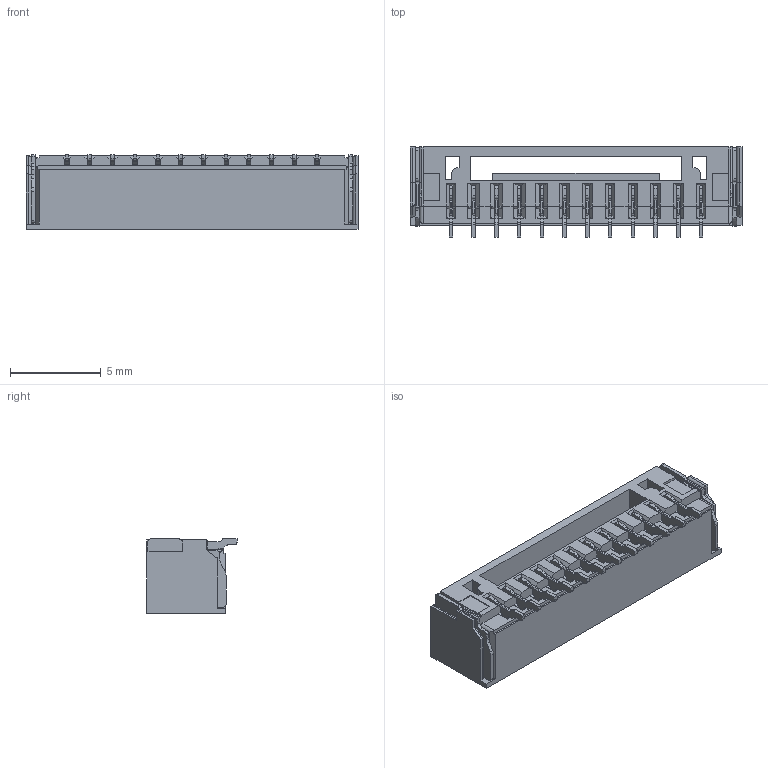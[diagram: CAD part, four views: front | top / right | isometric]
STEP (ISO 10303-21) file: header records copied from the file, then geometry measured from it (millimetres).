
FILE_DESCRIPTION (( 'STEP AP214' ), '1' );
FILE_NAME ('WF14-0N12T41N11.STEP', '2023-08-14T13:25:33', ( '' ), ( '' ), 'SwSTEP 2.0', 'SolidWorks 2023', '' );
FILE_SCHEMA (( 'AUTOMOTIVE_DESIGN' ));
Length unit declared in the file: millimetre
Products named in the file (1): WF14-0N12T41N11
Bounding box: 18.25 x 4.95 x 4.12 mm (x, y, z)
Volume: 171.4 mm3; surface area: 821 mm2
Topology: 1 solids, 1 shells, 1208 faces, 3636 edges, 2334 vertices
Faces by surface type: plane 813, cylinder 395
Entity records: 45804 total; most frequent: CARTESIAN_POINT 7431, ORIENTED_EDGE 7272, DIRECTION 6676, EDGE_CURVE 3636, LINE 2846, VECTOR 2846, VERTEX_POINT 2334, AXIS2_PLACEMENT_3D 1915
